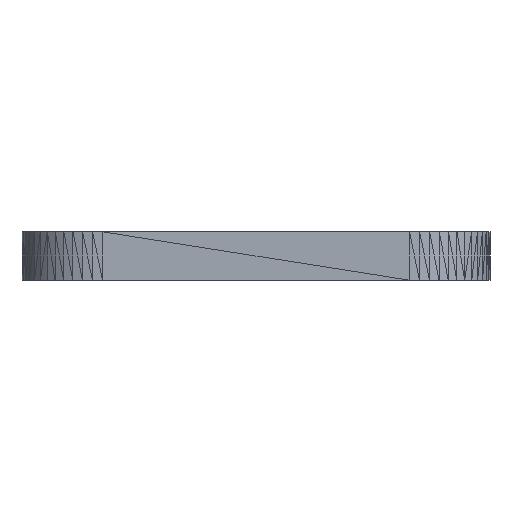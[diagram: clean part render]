
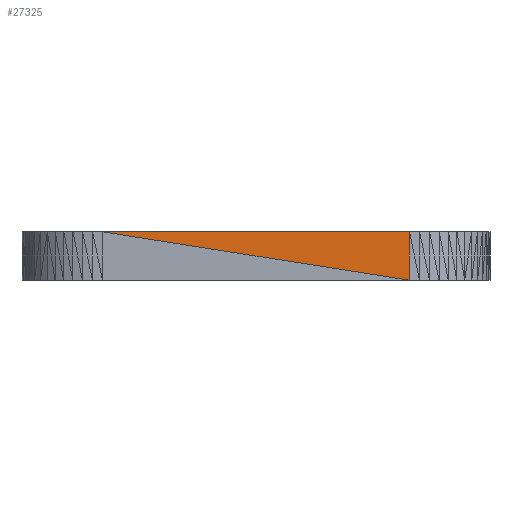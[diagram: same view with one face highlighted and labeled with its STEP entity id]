
A CAD part, left-side view. The second image highlights one B-rep face of the part: STEP entity #27325.
In plain terms, the highlighted planar face has unit normal (-1, 0, 0).
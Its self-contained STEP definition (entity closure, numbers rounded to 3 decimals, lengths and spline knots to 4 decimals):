
#26971 = VERTEX_POINT('',#26972);
#26972 = CARTESIAN_POINT('',(-11.,4.75,1.5));
#27033 = PLANE('',#27034);
#27034 = AXIS2_PLACEMENT_3D('',#27035,#27036,#27037);
#27035 = CARTESIAN_POINT('',(-10.4687,-0.1583,1.5));
#27036 = DIRECTION('',(0.,0.,1.));
#27037 = DIRECTION('',(1.,0.,0.));
#27076 = VERTEX_POINT('',#27077);
#27077 = CARTESIAN_POINT('',(-11.,-4.75,1.5));
#27099 = EDGE_CURVE('',#27076,#26971,#27100,.T.);
#27100 = SURFACE_CURVE('',#27101,(#27105,#27112),.PCURVE_S1.);
#27101 = LINE('',#27102,#27103);
#27102 = CARTESIAN_POINT('',(-11.,-4.75,1.5));
#27103 = VECTOR('',#27104,1.);
#27104 = DIRECTION('',(0.,1.,0.));
#27105 = PCURVE('',#27033,#27106);
#27106 = DEFINITIONAL_REPRESENTATION('',(#27107),#27111);
#27107 = LINE('',#27108,#27109);
#27108 = CARTESIAN_POINT('',(-0.531,-4.592));
#27109 = VECTOR('',#27110,1.);
#27110 = DIRECTION('',(0.,1.));
#27111 = ( GEOMETRIC_REPRESENTATION_CONTEXT(2) 
PARAMETRIC_REPRESENTATION_CONTEXT() REPRESENTATION_CONTEXT('2D SPACE',''
  ) );
#27112 = PCURVE('',#27113,#27118);
#27113 = PLANE('',#27114);
#27114 = AXIS2_PLACEMENT_3D('',#27115,#27116,#27117);
#27115 = CARTESIAN_POINT('',(-11.,-0.3456,1.0956));
#27116 = DIRECTION('',(-1.,-0.,-0.));
#27117 = DIRECTION('',(0.,0.,-1.));
#27118 = DEFINITIONAL_REPRESENTATION('',(#27119),#27123);
#27119 = LINE('',#27120,#27121);
#27120 = CARTESIAN_POINT('',(-0.404,4.404));
#27121 = VECTOR('',#27122,1.);
#27122 = DIRECTION('',(0.,-1.));
#27123 = ( GEOMETRIC_REPRESENTATION_CONTEXT(2) 
PARAMETRIC_REPRESENTATION_CONTEXT() REPRESENTATION_CONTEXT('2D SPACE',''
  ) );
#27235 = PLANE('',#27236);
#27236 = AXIS2_PLACEMENT_3D('',#27237,#27238,#27239);
#27237 = CARTESIAN_POINT('',(-11.,0.3456,0.4044));
#27238 = DIRECTION('',(-1.,-0.,-0.));
#27239 = DIRECTION('',(0.,0.,-1.));
#27276 = EDGE_CURVE('',#27277,#26971,#27279,.T.);
#27277 = VERTEX_POINT('',#27278);
#27278 = CARTESIAN_POINT('',(-11.,-4.75,0.));
#27279 = SURFACE_CURVE('',#27280,(#27284,#27291),.PCURVE_S1.);
#27280 = LINE('',#27281,#27282);
#27281 = CARTESIAN_POINT('',(-11.,-4.75,0.));
#27282 = VECTOR('',#27283,1.);
#27283 = DIRECTION('',(0.,0.988,0.156));
#27284 = PCURVE('',#27235,#27285);
#27285 = DEFINITIONAL_REPRESENTATION('',(#27286),#27290);
#27286 = LINE('',#27287,#27288);
#27287 = CARTESIAN_POINT('',(0.404,5.096));
#27288 = VECTOR('',#27289,1.);
#27289 = DIRECTION('',(-0.156,-0.988));
#27290 = ( GEOMETRIC_REPRESENTATION_CONTEXT(2) 
PARAMETRIC_REPRESENTATION_CONTEXT() REPRESENTATION_CONTEXT('2D SPACE',''
  ) );
#27291 = PCURVE('',#27113,#27292);
#27292 = DEFINITIONAL_REPRESENTATION('',(#27293),#27297);
#27293 = LINE('',#27294,#27295);
#27294 = CARTESIAN_POINT('',(1.096,4.404));
#27295 = VECTOR('',#27296,1.);
#27296 = DIRECTION('',(-0.156,-0.988));
#27297 = ( GEOMETRIC_REPRESENTATION_CONTEXT(2) 
PARAMETRIC_REPRESENTATION_CONTEXT() REPRESENTATION_CONTEXT('2D SPACE',''
  ) );
#27325 = ADVANCED_FACE('',(#27326),#27113,.T.);
#27326 = FACE_BOUND('',#27327,.T.);
#27327 = EDGE_LOOP('',(#27328,#27329,#27355));
#27328 = ORIENTED_EDGE('',*,*,#27276,.F.);
#27329 = ORIENTED_EDGE('',*,*,#27330,.T.);
#27330 = EDGE_CURVE('',#27277,#27076,#27331,.T.);
#27331 = SURFACE_CURVE('',#27332,(#27336,#27343),.PCURVE_S1.);
#27332 = LINE('',#27333,#27334);
#27333 = CARTESIAN_POINT('',(-11.,-4.75,0.));
#27334 = VECTOR('',#27335,1.);
#27335 = DIRECTION('',(0.,0.,1.));
#27336 = PCURVE('',#27113,#27337);
#27337 = DEFINITIONAL_REPRESENTATION('',(#27338),#27342);
#27338 = LINE('',#27339,#27340);
#27339 = CARTESIAN_POINT('',(1.096,4.404));
#27340 = VECTOR('',#27341,1.);
#27341 = DIRECTION('',(-1.,0.));
#27342 = ( GEOMETRIC_REPRESENTATION_CONTEXT(2) 
PARAMETRIC_REPRESENTATION_CONTEXT() REPRESENTATION_CONTEXT('2D SPACE',''
  ) );
#27343 = PCURVE('',#27344,#27349);
#27344 = PLANE('',#27345);
#27345 = AXIS2_PLACEMENT_3D('',#27346,#27347,#27348);
#27346 = CARTESIAN_POINT('',(-10.9946,-4.8364,
    0.6796));
#27347 = DIRECTION('',(-0.998,-0.063,
    0.));
#27348 = DIRECTION('',(0.063,-0.998,
    0.));
#27349 = DEFINITIONAL_REPRESENTATION('',(#27350),#27354);
#27350 = LINE('',#27351,#27352);
#27351 = CARTESIAN_POINT('',(-0.087,-0.68));
#27352 = VECTOR('',#27353,1.);
#27353 = DIRECTION('',(0.,1.));
#27354 = ( GEOMETRIC_REPRESENTATION_CONTEXT(2) 
PARAMETRIC_REPRESENTATION_CONTEXT() REPRESENTATION_CONTEXT('2D SPACE',''
  ) );
#27355 = ORIENTED_EDGE('',*,*,#27099,.T.);
